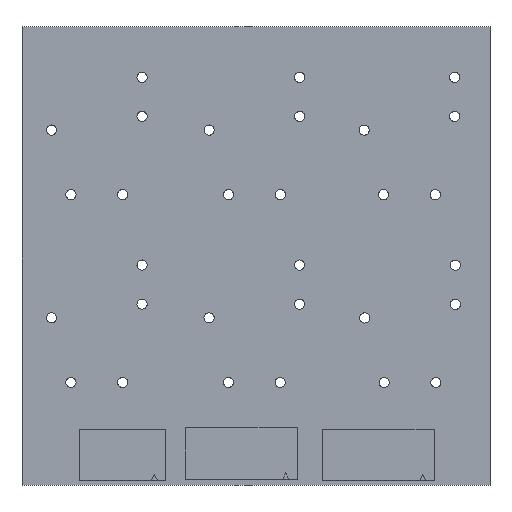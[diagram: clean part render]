
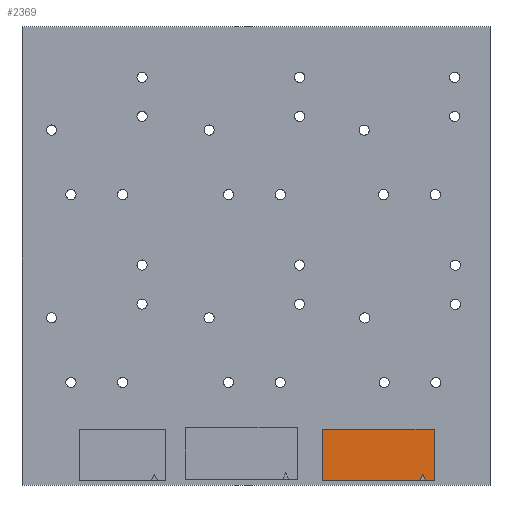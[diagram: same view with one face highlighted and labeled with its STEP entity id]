
A CAD part, top view. The second image highlights one B-rep face of the part: STEP entity #2369.
In plain terms, the highlighted planar face has unit normal (0, 0, 1).
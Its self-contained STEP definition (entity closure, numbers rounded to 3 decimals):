
#2305 = VERTEX_POINT('',#2306);
#2306 = CARTESIAN_POINT('',(-2.25,-1.1,8.3));
#2321 = VERTEX_POINT('',#2322);
#2322 = CARTESIAN_POINT('',(-2.25,9.,8.3));
#2328 = EDGE_CURVE('',#2305,#2321,#2329,.T.);
#2329 = LINE('',#2330,#2331);
#2330 = CARTESIAN_POINT('',(-2.25,-1.1,8.3));
#2331 = VECTOR('',#2332,1.);
#2332 = DIRECTION('',(0.,1.,0.));
#2351 = EDGE_CURVE('',#2305,#2352,#2354,.T.);
#2352 = VERTEX_POINT('',#2353);
#2353 = CARTESIAN_POINT('',(19.75,-1.1,8.3));
#2354 = LINE('',#2355,#2356);
#2355 = CARTESIAN_POINT('',(-2.25,-1.1,8.3));
#2356 = VECTOR('',#2357,1.);
#2357 = DIRECTION('',(1.,0.,0.));
#2369 = ADVANCED_FACE('',(#2370),#2412,.T.);
#2370 = FACE_BOUND('',#2371,.T.);
#2371 = EDGE_LOOP('',(#2372,#2380,#2381,#2382,#2390,#2398,#2406));
#2372 = ORIENTED_EDGE('',*,*,#2373,.F.);
#2373 = EDGE_CURVE('',#2321,#2374,#2376,.T.);
#2374 = VERTEX_POINT('',#2375);
#2375 = CARTESIAN_POINT('',(-0.625,9.,8.3));
#2376 = LINE('',#2377,#2378);
#2377 = CARTESIAN_POINT('',(-2.25,9.,8.3));
#2378 = VECTOR('',#2379,1.);
#2379 = DIRECTION('',(1.,0.,0.));
#2380 = ORIENTED_EDGE('',*,*,#2328,.F.);
#2381 = ORIENTED_EDGE('',*,*,#2351,.T.);
#2382 = ORIENTED_EDGE('',*,*,#2383,.T.);
#2383 = EDGE_CURVE('',#2352,#2384,#2386,.T.);
#2384 = VERTEX_POINT('',#2385);
#2385 = CARTESIAN_POINT('',(19.75,9.,8.3));
#2386 = LINE('',#2387,#2388);
#2387 = CARTESIAN_POINT('',(19.75,-1.1,8.3));
#2388 = VECTOR('',#2389,1.);
#2389 = DIRECTION('',(0.,1.,0.));
#2390 = ORIENTED_EDGE('',*,*,#2391,.F.);
#2391 = EDGE_CURVE('',#2392,#2384,#2394,.T.);
#2392 = VERTEX_POINT('',#2393);
#2393 = CARTESIAN_POINT('',(0.625,9.,8.3));
#2394 = LINE('',#2395,#2396);
#2395 = CARTESIAN_POINT('',(-2.25,9.,8.3));
#2396 = VECTOR('',#2397,1.);
#2397 = DIRECTION('',(1.,0.,0.));
#2398 = ORIENTED_EDGE('',*,*,#2399,.T.);
#2399 = EDGE_CURVE('',#2392,#2400,#2402,.T.);
#2400 = VERTEX_POINT('',#2401);
#2401 = CARTESIAN_POINT('',(0.,7.75,8.3));
#2402 = LINE('',#2403,#2404);
#2403 = CARTESIAN_POINT('',(0.625,9.,8.3));
#2404 = VECTOR('',#2405,1.);
#2405 = DIRECTION('',(-0.447,-0.894,0.));
#2406 = ORIENTED_EDGE('',*,*,#2407,.F.);
#2407 = EDGE_CURVE('',#2374,#2400,#2408,.T.);
#2408 = LINE('',#2409,#2410);
#2409 = CARTESIAN_POINT('',(-0.625,9.,8.3));
#2410 = VECTOR('',#2411,1.);
#2411 = DIRECTION('',(0.447,-0.894,0.));
#2412 = PLANE('',#2413);
#2413 = AXIS2_PLACEMENT_3D('',#2414,#2415,#2416);
#2414 = CARTESIAN_POINT('',(-2.25,-1.1,8.3));
#2415 = DIRECTION('',(0.,0.,1.));
#2416 = DIRECTION('',(1.,0.,-0.));
